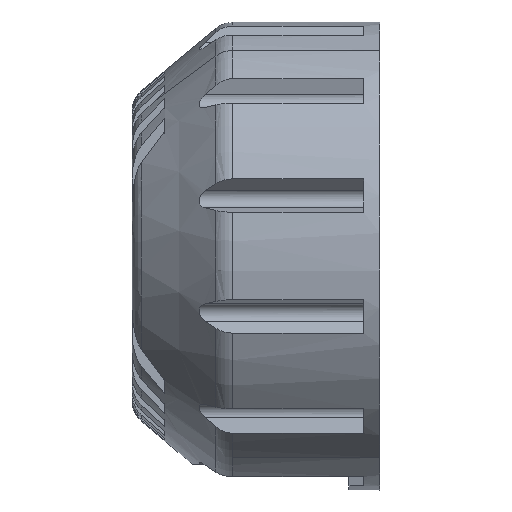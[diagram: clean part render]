
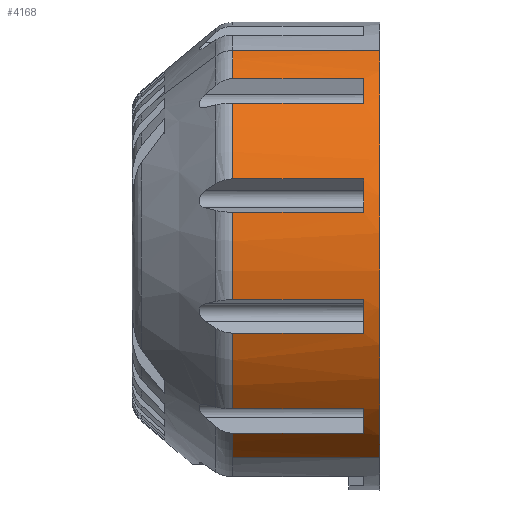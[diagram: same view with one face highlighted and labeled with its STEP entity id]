
A CAD part, front view. The second image highlights one B-rep face of the part: STEP entity #4168.
In plain terms, the highlighted cylindrical face has radius 72 mm (diameter 144 mm), a partial arc.
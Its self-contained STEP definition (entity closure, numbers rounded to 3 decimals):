
#4062=VECTOR('Line Direction',#4061,1.) ;
#4076=VECTOR('Line Direction',#4075,1.) ;
#4081=VECTOR('Line Direction',#4080,1.) ;
#4095=VECTOR('Line Direction',#4094,1.) ;
#4100=VECTOR('Line Direction',#4099,1.) ;
#4114=VECTOR('Line Direction',#4113,1.) ;
#4119=VECTOR('Line Direction',#4118,1.) ;
#4124=VECTOR('Line Direction',#4123,1.) ;
#4129=VECTOR('Line Direction',#4128,1.) ;
#4143=VECTOR('Line Direction',#4142,1.) ;
#3039=DIRECTION('Axis2P3D Direction',(1.,0.,0.)) ;
#3925=DIRECTION('Axis2P3D Direction',(1.,0.,0.)) ;
#3947=DIRECTION('Axis2P3D Direction',(1.,0.,0.)) ;
#3977=DIRECTION('Axis2P3D Direction',(1.,0.,0.)) ;
#3998=DIRECTION('Axis2P3D Direction',(1.,0.,0.)) ;
#4035=DIRECTION('Axis2P3D Direction',(1.,0.,0.)) ;
#4056=DIRECTION('Axis2P3D Direction',(1.,0.,0.)) ;
#4057=DIRECTION('Axis2P3D XDirection',(0.,-0.479,0.878)) ;
#4061=DIRECTION('Vector Direction',(1.,0.,0.)) ;
#4068=DIRECTION('Axis2P3D Direction',(1.,0.,0.)) ;
#4075=DIRECTION('Vector Direction',(1.,0.,0.)) ;
#4080=DIRECTION('Vector Direction',(1.,0.,0.)) ;
#4087=DIRECTION('Axis2P3D Direction',(1.,0.,0.)) ;
#4094=DIRECTION('Vector Direction',(1.,0.,0.)) ;
#4099=DIRECTION('Vector Direction',(1.,0.,0.)) ;
#4106=DIRECTION('Axis2P3D Direction',(1.,0.,0.)) ;
#4113=DIRECTION('Vector Direction',(1.,0.,0.)) ;
#4118=DIRECTION('Vector Direction',(1.,0.,0.)) ;
#4123=DIRECTION('Vector Direction',(1.,0.,0.)) ;
#4128=DIRECTION('Vector Direction',(1.,0.,0.)) ;
#4135=DIRECTION('Axis2P3D Direction',(1.,0.,0.)) ;
#4142=DIRECTION('Vector Direction',(1.,0.,0.)) ;
#3038=CARTESIAN_POINT('Axis2P3D Location',(-60.,0.,0.)) ;
#3042=CARTESIAN_POINT('Vertex',(-60.,-34.519,63.186)) ;
#3044=CARTESIAN_POINT('Vertex',(-60.,-36.606,-62.)) ;
#3905=CARTESIAN_POINT('Vertex',(-105.288,-47.015,-54.53)) ;
#3921=CARTESIAN_POINT('Vertex',(-105.288,-36.606,-62.)) ;
#3924=CARTESIAN_POINT('Axis2P3D Location',(-105.288,0.,0.)) ;
#3943=CARTESIAN_POINT('Vertex',(-105.288,-54.53,-47.015)) ;
#3946=CARTESIAN_POINT('Axis2P3D Location',(-105.288,0.,0.)) ;
#3950=CARTESIAN_POINT('Vertex',(-105.288,-67.982,-23.717)) ;
#3973=CARTESIAN_POINT('Vertex',(-105.288,-67.982,23.717)) ;
#3976=CARTESIAN_POINT('Axis2P3D Location',(-105.288,0.,0.)) ;
#3980=CARTESIAN_POINT('Vertex',(-105.288,-54.53,47.015)) ;
#3997=CARTESIAN_POINT('Axis2P3D Location',(-105.288,0.,0.)) ;
#4001=CARTESIAN_POINT('Vertex',(-105.288,-34.519,63.186)) ;
#4003=CARTESIAN_POINT('Vertex',(-105.288,-47.015,54.53)) ;
#4031=CARTESIAN_POINT('Vertex',(-105.288,-70.732,-13.451)) ;
#4034=CARTESIAN_POINT('Axis2P3D Location',(-105.288,0.,0.)) ;
#4038=CARTESIAN_POINT('Vertex',(-105.288,-70.732,13.451)) ;
#4055=CARTESIAN_POINT('Axis2P3D Location',(-98.1,0.,0.)) ;
#4060=CARTESIAN_POINT('Line Origine',(-98.1,-67.982,23.717)) ;
#4064=CARTESIAN_POINT('Vertex',(-65.,-67.982,23.717)) ;
#4067=CARTESIAN_POINT('Axis2P3D Location',(-65.,0.,0.)) ;
#4071=CARTESIAN_POINT('Vertex',(-65.,-70.732,13.451)) ;
#4074=CARTESIAN_POINT('Line Origine',(-98.1,-70.732,13.451)) ;
#4079=CARTESIAN_POINT('Line Origine',(-98.1,-70.732,-13.451)) ;
#4083=CARTESIAN_POINT('Vertex',(-65.,-70.732,-13.451)) ;
#4086=CARTESIAN_POINT('Axis2P3D Location',(-65.,0.,0.)) ;
#4090=CARTESIAN_POINT('Vertex',(-65.,-67.982,-23.717)) ;
#4093=CARTESIAN_POINT('Line Origine',(-98.1,-67.982,-23.717)) ;
#4098=CARTESIAN_POINT('Line Origine',(-98.1,-54.53,-47.015)) ;
#4102=CARTESIAN_POINT('Vertex',(-65.,-54.53,-47.015)) ;
#4105=CARTESIAN_POINT('Axis2P3D Location',(-65.,0.,0.)) ;
#4109=CARTESIAN_POINT('Vertex',(-65.,-47.015,-54.53)) ;
#4112=CARTESIAN_POINT('Line Origine',(-98.1,-47.015,-54.53)) ;
#4117=CARTESIAN_POINT('Line Origine',(-98.1,-36.606,-62.)) ;
#4122=CARTESIAN_POINT('Line Origine',(-98.1,-34.519,63.186)) ;
#4127=CARTESIAN_POINT('Line Origine',(-98.1,-47.015,54.53)) ;
#4131=CARTESIAN_POINT('Vertex',(-65.,-47.015,54.53)) ;
#4134=CARTESIAN_POINT('Axis2P3D Location',(-65.,0.,0.)) ;
#4138=CARTESIAN_POINT('Vertex',(-65.,-54.53,47.015)) ;
#4141=CARTESIAN_POINT('Line Origine',(-98.1,-54.53,47.015)) ;
#3040=AXIS2_PLACEMENT_3D('Circle Axis2P3D',#3038,#3039,$) ;
#3926=AXIS2_PLACEMENT_3D('Circle Axis2P3D',#3924,#3925,$) ;
#3948=AXIS2_PLACEMENT_3D('Circle Axis2P3D',#3946,#3947,$) ;
#3978=AXIS2_PLACEMENT_3D('Circle Axis2P3D',#3976,#3977,$) ;
#3999=AXIS2_PLACEMENT_3D('Circle Axis2P3D',#3997,#3998,$) ;
#4036=AXIS2_PLACEMENT_3D('Circle Axis2P3D',#4034,#4035,$) ;
#4058=AXIS2_PLACEMENT_3D('Cylinder Axis2P3D',#4055,#4056,#4057) ;
#4069=AXIS2_PLACEMENT_3D('Circle Axis2P3D',#4067,#4068,$) ;
#4088=AXIS2_PLACEMENT_3D('Circle Axis2P3D',#4086,#4087,$) ;
#4107=AXIS2_PLACEMENT_3D('Circle Axis2P3D',#4105,#4106,$) ;
#4136=AXIS2_PLACEMENT_3D('Circle Axis2P3D',#4134,#4135,$) ;
#3046=EDGE_CURVE('',#3043,#3045,#3041,.T.) ;
#3928=EDGE_CURVE('',#3906,#3922,#3927,.T.) ;
#3952=EDGE_CURVE('',#3951,#3944,#3949,.T.) ;
#3982=EDGE_CURVE('',#3981,#3974,#3979,.T.) ;
#4005=EDGE_CURVE('',#4002,#4004,#4000,.T.) ;
#4040=EDGE_CURVE('',#4039,#4032,#4037,.T.) ;
#4066=EDGE_CURVE('',#3974,#4065,#4063,.T.) ;
#4073=EDGE_CURVE('',#4065,#4072,#4070,.T.) ;
#4078=EDGE_CURVE('',#4039,#4072,#4077,.T.) ;
#4085=EDGE_CURVE('',#4032,#4084,#4082,.T.) ;
#4092=EDGE_CURVE('',#4084,#4091,#4089,.T.) ;
#4097=EDGE_CURVE('',#3951,#4091,#4096,.T.) ;
#4104=EDGE_CURVE('',#4103,#3944,#4101,.F.) ;
#4111=EDGE_CURVE('',#4110,#4103,#4108,.F.) ;
#4116=EDGE_CURVE('',#4110,#3906,#4115,.F.) ;
#4121=EDGE_CURVE('',#3045,#3922,#4120,.F.) ;
#4126=EDGE_CURVE('',#4002,#3043,#4125,.T.) ;
#4133=EDGE_CURVE('',#4004,#4132,#4130,.T.) ;
#4140=EDGE_CURVE('',#4132,#4139,#4137,.T.) ;
#4145=EDGE_CURVE('',#3981,#4139,#4144,.T.) ;
#4147=ORIENTED_EDGE('',*,*,#3982,.T.) ;
#4148=ORIENTED_EDGE('',*,*,#4066,.T.) ;
#4149=ORIENTED_EDGE('',*,*,#4073,.T.) ;
#4150=ORIENTED_EDGE('',*,*,#4078,.F.) ;
#4151=ORIENTED_EDGE('',*,*,#4040,.T.) ;
#4152=ORIENTED_EDGE('',*,*,#4085,.T.) ;
#4153=ORIENTED_EDGE('',*,*,#4092,.T.) ;
#4154=ORIENTED_EDGE('',*,*,#4097,.F.) ;
#4155=ORIENTED_EDGE('',*,*,#3952,.T.) ;
#4156=ORIENTED_EDGE('',*,*,#4104,.F.) ;
#4157=ORIENTED_EDGE('',*,*,#4111,.F.) ;
#4158=ORIENTED_EDGE('',*,*,#4116,.T.) ;
#4159=ORIENTED_EDGE('',*,*,#3928,.T.) ;
#4160=ORIENTED_EDGE('',*,*,#4121,.F.) ;
#4161=ORIENTED_EDGE('',*,*,#3046,.F.) ;
#4162=ORIENTED_EDGE('',*,*,#4126,.F.) ;
#4163=ORIENTED_EDGE('',*,*,#4005,.T.) ;
#4164=ORIENTED_EDGE('',*,*,#4133,.T.) ;
#4165=ORIENTED_EDGE('',*,*,#4140,.T.) ;
#4166=ORIENTED_EDGE('',*,*,#4145,.F.) ;
#4063=LINE('Line',#4060,#4062) ;
#4077=LINE('Line',#4074,#4076) ;
#4082=LINE('Line',#4079,#4081) ;
#4096=LINE('Line',#4093,#4095) ;
#4101=LINE('Line',#4098,#4100) ;
#4115=LINE('Line',#4112,#4114) ;
#4120=LINE('Line',#4117,#4119) ;
#4125=LINE('Line',#4122,#4124) ;
#4130=LINE('Line',#4127,#4129) ;
#4144=LINE('Line',#4141,#4143) ;
#4168=ADVANCED_FACE('PartBody',(#4167),#4059,.T.) ;
#3041=CIRCLE('generated circle',#3040,72.) ;
#3927=CIRCLE('generated circle',#3926,72.) ;
#3949=CIRCLE('generated circle',#3948,72.) ;
#3979=CIRCLE('generated circle',#3978,72.) ;
#4000=CIRCLE('generated circle',#3999,72.) ;
#4037=CIRCLE('generated circle',#4036,72.) ;
#4070=CIRCLE('generated circle',#4069,72.) ;
#4089=CIRCLE('generated circle',#4088,72.) ;
#4108=CIRCLE('generated circle',#4107,72.) ;
#4137=CIRCLE('generated circle',#4136,72.) ;
#4059=CYLINDRICAL_SURFACE('generated cylinder',#4058,72.) ;
#3043=VERTEX_POINT('',#3042) ;
#3045=VERTEX_POINT('',#3044) ;
#3906=VERTEX_POINT('',#3905) ;
#3922=VERTEX_POINT('',#3921) ;
#3944=VERTEX_POINT('',#3943) ;
#3951=VERTEX_POINT('',#3950) ;
#3974=VERTEX_POINT('',#3973) ;
#3981=VERTEX_POINT('',#3980) ;
#4002=VERTEX_POINT('',#4001) ;
#4004=VERTEX_POINT('',#4003) ;
#4032=VERTEX_POINT('',#4031) ;
#4039=VERTEX_POINT('',#4038) ;
#4065=VERTEX_POINT('',#4064) ;
#4072=VERTEX_POINT('',#4071) ;
#4084=VERTEX_POINT('',#4083) ;
#4091=VERTEX_POINT('',#4090) ;
#4103=VERTEX_POINT('',#4102) ;
#4110=VERTEX_POINT('',#4109) ;
#4132=VERTEX_POINT('',#4131) ;
#4139=VERTEX_POINT('',#4138) ;
#4146=EDGE_LOOP('',(#4147,#4148,#4149,#4150,#4151,#4152,#4153,#4154,#4155,#4156,#4157,#4158,#4159,#4160,#4161,#4162,#4163,#4164,#4165,#4166)) ;
#4167=FACE_OUTER_BOUND('',#4146,.T.) ;
